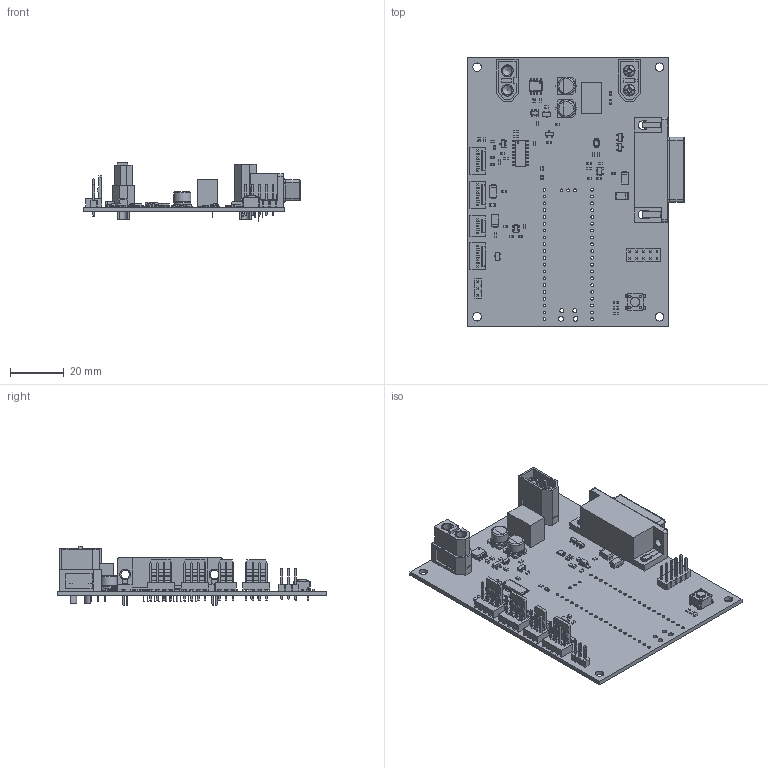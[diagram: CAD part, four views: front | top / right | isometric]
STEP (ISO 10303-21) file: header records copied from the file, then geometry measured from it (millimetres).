
FILE_DESCRIPTION(('KiCad electronic assembly'),'2;1');
FILE_NAME('test-rig-black-box.step','2024-12-17T13:38:00',('Pcbnew'),( 'Kicad'),'Open CASCADE STEP processor 7.8','KiCad to STEP converter' ,'Unknown');
FILE_SCHEMA(('AUTOMOTIVE_DESIGN { 1 0 10303 214 1 1 1 1 }'));
Length unit declared in the file: millimetre
Products named in the file (46): test-rig-black-box 1; SOT-23; SOT_23; C_0603_1608Metric; R_0603_1608Metric; DSUB-15_Female_Horizontal_P2.77x2.84mm_EdgePinOffset7.70mm_Housed_
MountingHolesOffset9.12mm; DSUB_43_female; TR05; D_SMA; VSSOP-8_2.3x2mm_P0.5mm; VSSOP_8_23x2mm_P05mm; SOIC-8_3.9x4.9mm_P1.27mm; SOIC_8_39x49mm_P127mm; Molex_KK-254_AE-6410-04A_1x04_P2.54mm_Vertical; Molex_AE_6410_04A; AMASS_XT60-M_1x02_P7.2mm_Vertical; XT60 male v9; AMASS_XT60-F_1x02_P7.2mm_Vertical; XT60 female v5; PinHeader_2x05_P2.54mm_Vertical; PinHeader_2x05_P254mm_Vertical; CP_Elec_6.3x5.7; CP_Elec_63x57; D_0603_1608Metric; D_0603; Molex_KK-254_AE-6410-03A_1x03_P2.54mm_Vertical; Molex_AE_6410_03A; R_0805_2012Metric; L_0603_1608Metric; SOT-23-5; SOT_23_5; SOT-23-6; SOT_23_6; SW_PUSH_6mm; SOP-16_3.9x9.9mm_P1.27mm; PinHeader_1x03_P2.54mm_Vertical; PinHeader_1x03_P254mm_Vertical; test-rig-black-box_PCB
Assembly tree (92 placements, depth 3):
  test-rig-black-box 1
    SOT-23  x6
      SOT_23
    C_0603_1608Metric  x17
      C_0603_1608Metric
    R_0603_1608Metric  x20
      R_0603_1608Metric
    DSUB-15_Female_Horizontal_P2.77x2.84mm_EdgePinOffset7.70mm_Housed_
MountingHolesOffset9.12mm
      DSUB_43_female
    TR05
      TR05
    D_SMA  x4
      D_SMA
    VSSOP-8_2.3x2mm_P0.5mm
      VSSOP_8_23x2mm_P05mm
    SOIC-8_3.9x4.9mm_P1.27mm
      SOIC_8_39x49mm_P127mm
    Molex_KK-254_AE-6410-04A_1x04_P2.54mm_Vertical  x3
      Molex_AE_6410_04A
    AMASS_XT60-M_1x02_P7.2mm_Vertical
      XT60 male v9
    AMASS_XT60-F_1x02_P7.2mm_Vertical
      XT60 female v5
    PinHeader_2x05_P2.54mm_Vertical
      PinHeader_2x05_P254mm_Vertical
    CP_Elec_6.3x5.7  x2
      CP_Elec_63x57
    D_0603_1608Metric
      D_0603
    Molex_KK-254_AE-6410-03A_1x03_P2.54mm_Vertical
      Molex_AE_6410_03A
    R_0805_2012Metric
      R_0805_2012Metric
    L_0603_1608Metric
      L_0603_1608Metric
    SOT-23-5  x2
      SOT_23_5
    SOT-23-6
      SOT_23_6
    SW_PUSH_6mm
      SW_PUSH_6mm
    SOP-16_3.9x9.9mm_P1.27mm
      SOP-16_3.9x9.9mm_P1.27mm
    PinHeader_1x03_P2.54mm_Vertical
      PinHeader_1x03_P254mm_Vertical
    test-rig-black-box_PCB
Bounding box: 80.76 x 100 x 22.1 mm (x, y, z)
Volume: 22735.3 mm3; surface area: 28543.3 mm2
Topology: 74 solids, 74 shells, 4101 faces, 10389 edges, 6580 vertices
Faces by surface type: plane 2695, cylinder 953, bspline 382, cone 31, revolution 21, torus 19
Full cylindrical faces by diameter (mm): 0.25 x1, 0.3 x15, 0.6 x1, 0.762 x3, 1 x32, 1.02 x43, 1.1 x4, 1.19 x15, 1.2 x15, 1.5 x2, 1.8 x2, 3 x4, 3.2 x8, 3.5 x3, 4 x2, 4.3 x8, 4.5 x6, 6 x4, 6.3 x4
Entity records: 83122 total; most frequent: CARTESIAN_POINT 13447, ORIENTED_EDGE 11522, DIRECTION 10979, EDGE_CURVE 5761, LINE 4395, VECTOR 4395, VERTEX_POINT 3643, AXIS2_PLACEMENT_3D 3282
